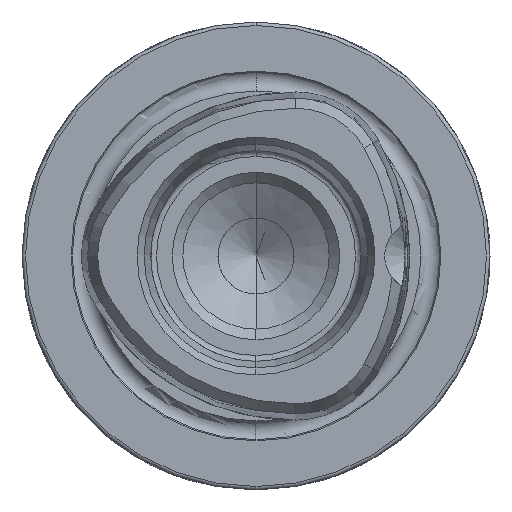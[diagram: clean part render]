
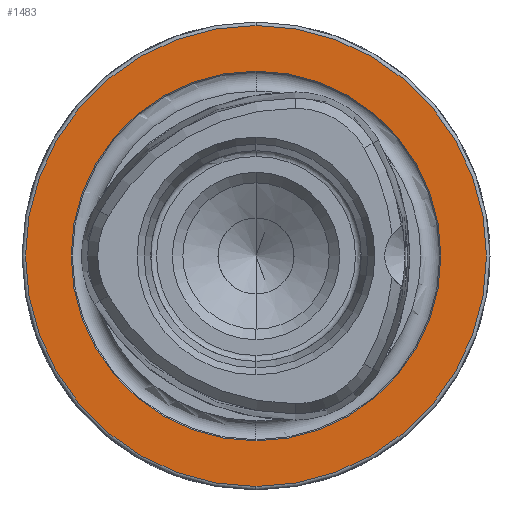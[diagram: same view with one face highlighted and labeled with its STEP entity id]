
A CAD part, left-side view. The second image highlights one B-rep face of the part: STEP entity #1483.
In plain terms, the highlighted planar face has unit normal (-1, 0, 0).
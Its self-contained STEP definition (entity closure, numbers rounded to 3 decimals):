
#101 = PLANE ( 'NONE',  #9434 ) ;
#113 = CARTESIAN_POINT ( 'NONE',  ( 0., 15.8, 0. ) ) ;
#257 = DIRECTION ( 'NONE',  ( 0., 0., -1. ) ) ;
#267 = DIRECTION ( 'NONE',  ( 1., 0., 0. ) ) ;
#362 = CIRCLE ( 'NONE', #9562, 15.8 ) ;
#757 = CARTESIAN_POINT ( 'NONE',  ( 0., 0., -19.7 ) ) ;
#905 = CARTESIAN_POINT ( 'NONE',  ( 0., 0., 19.7 ) ) ;
#1483 = ADVANCED_FACE ( 'NONE', ( #5362, #5308 ), #101, .F. ) ;
#2246 = ORIENTED_EDGE ( 'NONE', *, *, #3591, .F. ) ;
#2267 = ORIENTED_EDGE ( 'NONE', *, *, #5615, .F. ) ;
#2508 = ORIENTED_EDGE ( 'NONE', *, *, #5671, .T. ) ;
#2519 = ORIENTED_EDGE ( 'NONE', *, *, #3549, .T. ) ;
#2940 = CARTESIAN_POINT ( 'NONE',  ( 0., 0., 0. ) ) ;
#2941 = DIRECTION ( 'NONE',  ( -1., 0., 0. ) ) ;
#2942 = DIRECTION ( 'NONE',  ( 0., 0., 1. ) ) ;
#3123 = CARTESIAN_POINT ( 'NONE',  ( 0., 0., 0. ) ) ;
#3124 = DIRECTION ( 'NONE',  ( -1., 0., 0. ) ) ;
#3125 = DIRECTION ( 'NONE',  ( 0., 0., 1. ) ) ;
#3212 = CIRCLE ( 'NONE', #9587, 19.7 ) ;
#3549 = EDGE_CURVE ( 'NONE', #8026, #7777, #6513, .T. ) ;
#3591 = EDGE_CURVE ( 'NONE', #7577, #7526, #6526, .T. ) ;
#3949 = CARTESIAN_POINT ( 'NONE',  ( 0., 0., 0. ) ) ;
#3950 = DIRECTION ( 'NONE',  ( -1., 0., 0. ) ) ;
#3951 = DIRECTION ( 'NONE',  ( 0., 0., 1. ) ) ;
#4207 = CARTESIAN_POINT ( 'NONE',  ( 0., 0., 0. ) ) ;
#4209 = DIRECTION ( 'NONE',  ( -1., 0., 0. ) ) ;
#4210 = DIRECTION ( 'NONE',  ( 0., 0., 1. ) ) ;
#5308 = FACE_OUTER_BOUND ( 'NONE', #5573, .T. ) ;
#5362 = FACE_BOUND ( 'NONE', #5448, .T. ) ;
#5448 = EDGE_LOOP ( 'NONE', ( #2267, #2246 ) ) ;
#5573 = EDGE_LOOP ( 'NONE', ( #2519, #2508 ) ) ;
#5615 = EDGE_CURVE ( 'NONE', #7526, #7577, #362, .T. ) ;
#5671 = EDGE_CURVE ( 'NONE', #7777, #8026, #3212, .T. ) ;
#6513 = CIRCLE ( 'NONE', #9518, 19.7 ) ;
#6526 = CIRCLE ( 'NONE', #9535, 15.8 ) ;
#7526 = VERTEX_POINT ( 'NONE', #8841 ) ;
#7577 = VERTEX_POINT ( 'NONE', #8864 ) ;
#7777 = VERTEX_POINT ( 'NONE', #757 ) ;
#8026 = VERTEX_POINT ( 'NONE', #905 ) ;
#8841 = CARTESIAN_POINT ( 'NONE',  ( 0., 0., 15.8 ) ) ;
#8864 = CARTESIAN_POINT ( 'NONE',  ( 0., 0., -15.8 ) ) ;
#9434 = AXIS2_PLACEMENT_3D ( 'NONE', #113, #267, #257 ) ;
#9518 = AXIS2_PLACEMENT_3D ( 'NONE', #2940, #2941, #2942 ) ;
#9535 = AXIS2_PLACEMENT_3D ( 'NONE', #3123, #3124, #3125 ) ;
#9562 = AXIS2_PLACEMENT_3D ( 'NONE', #3949, #3950, #3951 ) ;
#9587 = AXIS2_PLACEMENT_3D ( 'NONE', #4207, #4209, #4210 ) ;
